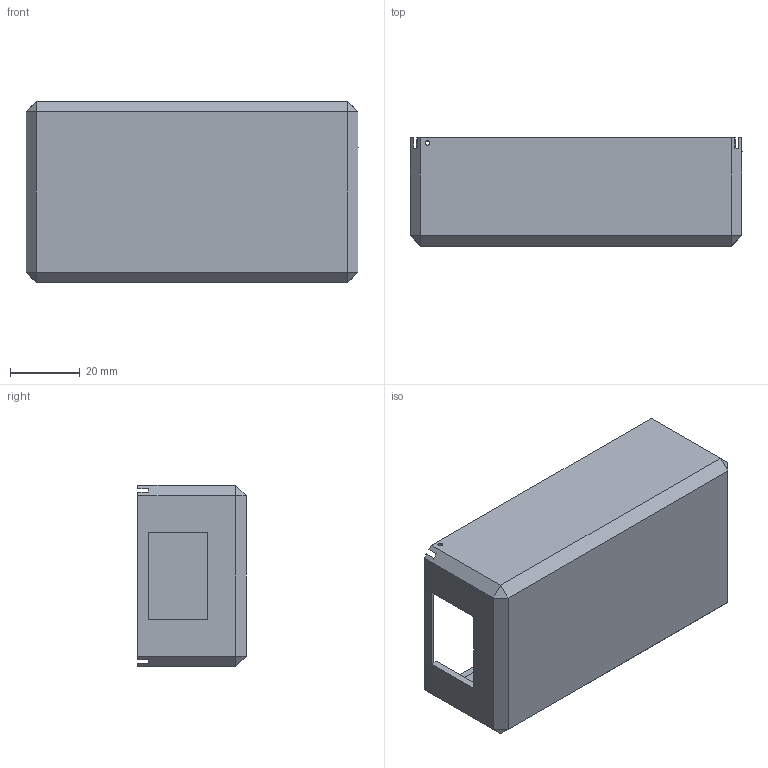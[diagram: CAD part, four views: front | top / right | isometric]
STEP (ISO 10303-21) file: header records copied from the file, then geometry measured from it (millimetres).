
FILE_DESCRIPTION(('imported part document'),'2;1');
FILE_NAME('imported part document','2025-03-10T22:53:04',( 'Gilles Foucault'),('UJF'),'Open CASCADE STEP processor 7.6', 'STEP CAF CONTROL WRITER','Unknown');
FILE_SCHEMA(('AUTOMOTIVE_DESIGN { 1 0 10303 214 1 1 1 1 }'));
Length unit declared in the file: millimetre
Products named in the file (1): SOLID
Bounding box: 95 x 31 x 52 mm (x, y, z)
Volume: 23333.2 mm3; surface area: 25598.6 mm2
Topology: 1 solids, 1 shells, 86 faces, 237 edges, 152 vertices
Faces by surface type: plane 83, cylinder 3
Full cylindrical faces by diameter (mm): 1.3 x3
Entity records: 5776 total; most frequent: CARTESIAN_POINT 962, DIRECTION 889, LINE 699, VECTOR 699, ORIENTED_EDGE 474, PCURVE 474, DEFINITIONAL_REPRESENTATION 474, EDGE_CURVE 237
